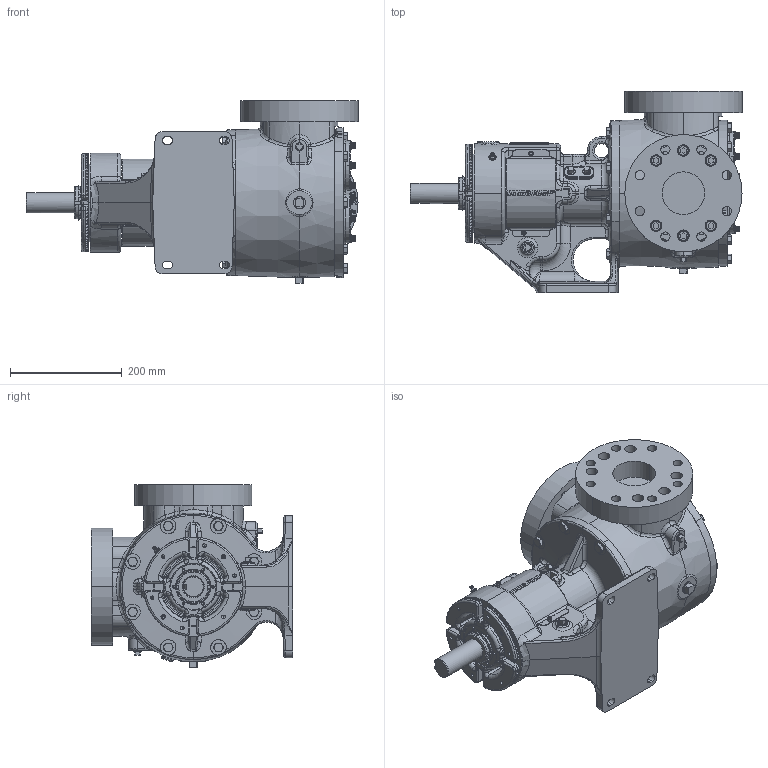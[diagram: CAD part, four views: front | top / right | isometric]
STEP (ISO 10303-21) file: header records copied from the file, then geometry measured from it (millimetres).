
FILE_DESCRIPTION (( 'STEP AP214' ), '1' );
FILE_NAME ('LV-4821.step', '2025-12-05T14:12:22', ( '' ), ( '' ), 'SwSTEP 2.0', 'SolidWorks 2024', '' );
FILE_SCHEMA (( 'AUTOMOTIVE_DESIGN' ));
Length unit declared in the file: millimetre
Products named in the file (1): LV-4821
Bounding box: 593.64 x 360.36 x 326.71 mm (x, y, z)
Volume: 18673215.2 mm3; surface area: 969713.3 mm2
Topology: 1 solids, 1 shells, 4987 faces, 12844 edges, 8047 vertices
Faces by surface type: plane 1739, bspline 1332, cylinder 1054, cone 669, torus 137, sphere 56
Entity records: 219464 total; most frequent: CARTESIAN_POINT 109119, ORIENTED_EDGE 25502, DIRECTION 19232, EDGE_CURVE 12751, VERTEX_POINT 8044, AXIS2_PLACEMENT_3D 7112, EDGE_LOOP 5319, LINE 5008
